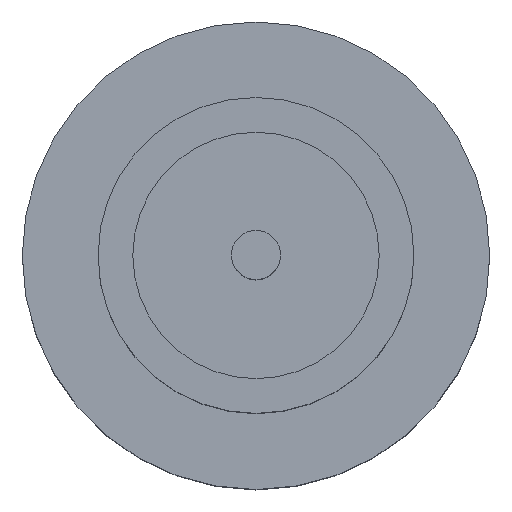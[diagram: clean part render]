
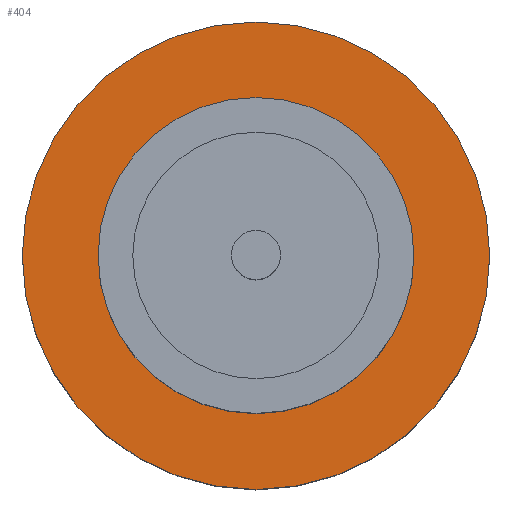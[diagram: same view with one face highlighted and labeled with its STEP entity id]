
A CAD part, top view. The second image highlights one B-rep face of the part: STEP entity #404.
In plain terms, the highlighted planar face has unit normal (0, 0, 1).
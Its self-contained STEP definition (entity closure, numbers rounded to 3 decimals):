
#32 = DIRECTION ( 'NONE',  ( 0., 0., 1. ) ) ;
#35 = DIRECTION ( 'NONE',  ( 1., 0., 0. ) ) ;
#60 = AXIS2_PLACEMENT_3D ( 'NONE', #469, #534, #652 ) ;
#119 = ORIENTED_EDGE ( 'NONE', *, *, #213, .T. ) ;
#154 = ORIENTED_EDGE ( 'NONE', *, *, #560, .F. ) ;
#170 = DIRECTION ( 'NONE',  ( 1., 0., 0. ) ) ;
#171 = PLANE ( 'NONE',  #421 ) ;
#175 = VERTEX_POINT ( 'NONE', #729 ) ;
#213 = EDGE_CURVE ( 'NONE', #175, #374, #479, .T. ) ;
#216 = DIRECTION ( 'NONE',  ( 0., 0., 1. ) ) ;
#224 = FACE_BOUND ( 'NONE', #416, .T. ) ;
#236 = CIRCLE ( 'NONE', #607, 1.25 ) ;
#284 = CARTESIAN_POINT ( 'NONE',  ( -1.25, 0., 1.55 ) ) ;
#295 = ORIENTED_EDGE ( 'NONE', *, *, #354, .T. ) ;
#354 = EDGE_CURVE ( 'NONE', #374, #175, #509, .T. ) ;
#374 = VERTEX_POINT ( 'NONE', #694 ) ;
#388 = DIRECTION ( 'NONE',  ( 1., 0., 0. ) ) ;
#399 = EDGE_CURVE ( 'NONE', #496, #505, #236, .T. ) ;
#404 = ADVANCED_FACE ( 'NONE', ( #224, #663 ), #171, .T. ) ;
#416 = EDGE_LOOP ( 'NONE', ( #154, #660 ) ) ;
#421 = AXIS2_PLACEMENT_3D ( 'NONE', #643, #216, #635 ) ;
#463 = DIRECTION ( 'NONE',  ( 0., 0., 1. ) ) ;
#468 = CARTESIAN_POINT ( 'NONE',  ( 1.25, 0., 1.55 ) ) ;
#469 = CARTESIAN_POINT ( 'NONE',  ( 0., 0., 1.55 ) ) ;
#479 = CIRCLE ( 'NONE', #570, 1.85 ) ;
#496 = VERTEX_POINT ( 'NONE', #284 ) ;
#505 = VERTEX_POINT ( 'NONE', #468 ) ;
#509 = CIRCLE ( 'NONE', #579, 1.85 ) ;
#522 = DIRECTION ( 'NONE',  ( 0., 0., 1. ) ) ;
#534 = DIRECTION ( 'NONE',  ( 0., 0., 1. ) ) ;
#560 = EDGE_CURVE ( 'NONE', #505, #496, #675, .T. ) ;
#570 = AXIS2_PLACEMENT_3D ( 'NONE', #736, #32, #35 ) ;
#579 = AXIS2_PLACEMENT_3D ( 'NONE', #752, #522, #170 ) ;
#607 = AXIS2_PLACEMENT_3D ( 'NONE', #751, #463, #388 ) ;
#635 = DIRECTION ( 'NONE',  ( 1., 0., 0. ) ) ;
#643 = CARTESIAN_POINT ( 'NONE',  ( 0., 0., 1.55 ) ) ;
#652 = DIRECTION ( 'NONE',  ( 1., 0., 0. ) ) ;
#660 = ORIENTED_EDGE ( 'NONE', *, *, #399, .F. ) ;
#663 = FACE_OUTER_BOUND ( 'NONE', #738, .T. ) ;
#675 = CIRCLE ( 'NONE', #60, 1.25 ) ;
#694 = CARTESIAN_POINT ( 'NONE',  ( -1.85, 0., 1.55 ) ) ;
#729 = CARTESIAN_POINT ( 'NONE',  ( 1.85, 0., 1.55 ) ) ;
#736 = CARTESIAN_POINT ( 'NONE',  ( 0., 0., 1.55 ) ) ;
#738 = EDGE_LOOP ( 'NONE', ( #295, #119 ) ) ;
#751 = CARTESIAN_POINT ( 'NONE',  ( 0., 0., 1.55 ) ) ;
#752 = CARTESIAN_POINT ( 'NONE',  ( 0., 0., 1.55 ) ) ;
